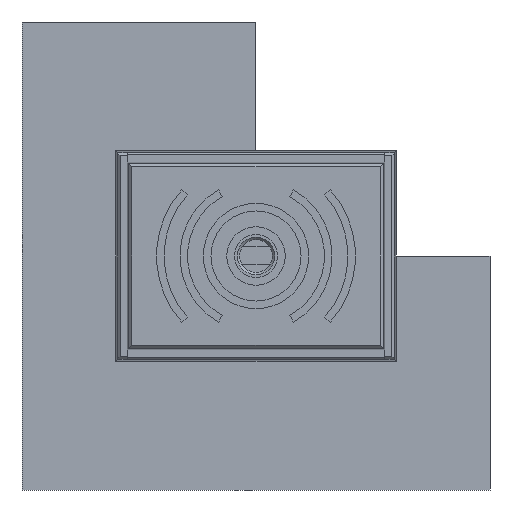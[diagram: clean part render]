
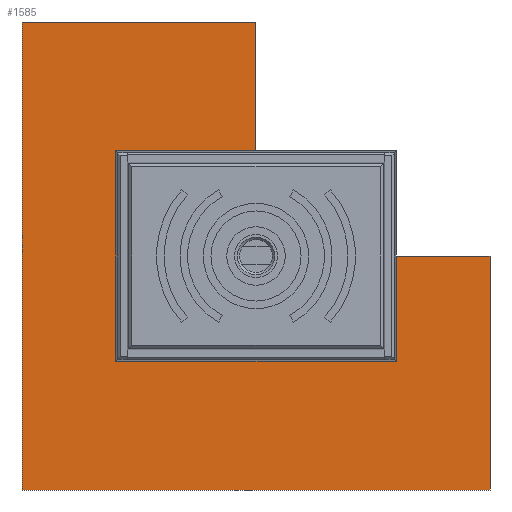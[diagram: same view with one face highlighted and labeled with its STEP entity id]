
A CAD part, front view. The second image highlights one B-rep face of the part: STEP entity #1585.
In plain terms, the highlighted planar face has unit normal (0, -1, 0).
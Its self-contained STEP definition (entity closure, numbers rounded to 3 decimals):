
#1585 = ADVANCED_FACE( '', ( #3013 ), #3014, .F. );
#3013 = FACE_OUTER_BOUND( '', #4370, .T. );
#3014 = PLANE( '', #4371 );
#4370 = EDGE_LOOP( '', ( #7743, #7744, #7745, #7746, #7747, #7748, #7749, #7750, #7751 ) );
#4371 = AXIS2_PLACEMENT_3D( '', #7752, #7753, #7754 );
#7743 = ORIENTED_EDGE( '', *, *, #9045, .T. );
#7744 = ORIENTED_EDGE( '', *, *, #9096, .T. );
#7745 = ORIENTED_EDGE( '', *, *, #8792, .T. );
#7746 = ORIENTED_EDGE( '', *, *, #9257, .T. );
#7747 = ORIENTED_EDGE( '', *, *, #9356, .T. );
#7748 = ORIENTED_EDGE( '', *, *, #8058, .T. );
#7749 = ORIENTED_EDGE( '', *, *, #9366, .T. );
#7750 = ORIENTED_EDGE( '', *, *, #8083, .T. );
#7751 = ORIENTED_EDGE( '', *, *, #8044, .T. );
#7752 = CARTESIAN_POINT( '', ( 0., 0., 0. ) );
#7753 = DIRECTION( '', ( 0., 1., 0. ) );
#7754 = DIRECTION( '', ( 0., 0., 1. ) );
#8044 = EDGE_CURVE( '', #9424, #9425, #9426, .T. );
#8058 = EDGE_CURVE( '', #9450, #9451, #9452, .T. );
#8083 = EDGE_CURVE( '', #9493, #9424, #9494, .T. );
#8792 = EDGE_CURVE( '', #10654, #10655, #10656, .T. );
#9045 = EDGE_CURVE( '', #9425, #11017, #11018, .T. );
#9096 = EDGE_CURVE( '', #11017, #10654, #11084, .T. );
#9257 = EDGE_CURVE( '', #10655, #11284, #11285, .T. );
#9356 = EDGE_CURVE( '', #11284, #9450, #11395, .T. );
#9366 = EDGE_CURVE( '', #9451, #9493, #11405, .T. );
#9424 = VERTEX_POINT( '', #11470 );
#9425 = VERTEX_POINT( '', #11471 );
#9426 = LINE( '', #11472, #11473 );
#9450 = VERTEX_POINT( '', #11508 );
#9451 = VERTEX_POINT( '', #11509 );
#9452 = LINE( '', #11510, #11511 );
#9493 = VERTEX_POINT( '', #11567 );
#9494 = CIRCLE( '', #11568, 1. );
#10654 = VERTEX_POINT( '', #13214 );
#10655 = VERTEX_POINT( '', #13215 );
#10656 = LINE( '', #13216, #13217 );
#11017 = VERTEX_POINT( '', #13753 );
#11018 = CIRCLE( '', #13754, 8. );
#11084 = LINE( '', #13844, #13845 );
#11284 = VERTEX_POINT( '', #14134 );
#11285 = LINE( '', #14135, #14136 );
#11395 = LINE( '', #14278, #14279 );
#11405 = LINE( '', #14290, #14291 );
#11470 = CARTESIAN_POINT( '', ( 9.4, 0., 0. ) );
#11471 = CARTESIAN_POINT( '', ( 8., 0., 0. ) );
#11472 = CARTESIAN_POINT( '', ( 9.4, 0., 0. ) );
#11473 = VECTOR( '', #14343, 1000. );
#11508 = CARTESIAN_POINT( '', ( 20., 0., -20. ) );
#11509 = CARTESIAN_POINT( '', ( 20., 0., 0. ) );
#11510 = CARTESIAN_POINT( '', ( 20., 0., -20. ) );
#11511 = VECTOR( '', #14355, 1000. );
#11567 = CARTESIAN_POINT( '', ( 11.4, 0., 0. ) );
#11568 = AXIS2_PLACEMENT_3D( '', #14386, #14387, #14388 );
#13214 = CARTESIAN_POINT( '', ( 0., 0., 20. ) );
#13215 = CARTESIAN_POINT( '', ( -20., 0., 20. ) );
#13216 = CARTESIAN_POINT( '', ( 0., 0., 20. ) );
#13217 = VECTOR( '', #15160, 1000. );
#13753 = CARTESIAN_POINT( '', ( 0., 0., 8. ) );
#13754 = AXIS2_PLACEMENT_3D( '', #15420, #15421, #15422 );
#13844 = CARTESIAN_POINT( '', ( 0., 0., 8. ) );
#13845 = VECTOR( '', #15474, 1000. );
#14134 = CARTESIAN_POINT( '', ( -20., 0., -20. ) );
#14135 = CARTESIAN_POINT( '', ( -20., 0., 20. ) );
#14136 = VECTOR( '', #15630, 1000. );
#14278 = CARTESIAN_POINT( '', ( -20., 0., -20. ) );
#14279 = VECTOR( '', #15726, 1000. );
#14290 = CARTESIAN_POINT( '', ( 20., 0., 0. ) );
#14291 = VECTOR( '', #15728, 1000. );
#14343 = DIRECTION( '', ( -1., 0., 0. ) );
#14355 = DIRECTION( '', ( 0., 0., 1. ) );
#14386 = CARTESIAN_POINT( '', ( 10.4, 0., 0. ) );
#14387 = DIRECTION( '', ( 0., 1., 0. ) );
#14388 = DIRECTION( '', ( 1., 0., 0. ) );
#15160 = DIRECTION( '', ( -1., 0., 0. ) );
#15420 = CARTESIAN_POINT( '', ( 0., 0., 0. ) );
#15421 = DIRECTION( '', ( 0., 1., 0. ) );
#15422 = DIRECTION( '', ( 1., 0., 0. ) );
#15474 = DIRECTION( '', ( 0., 0., 1. ) );
#15630 = DIRECTION( '', ( 0., 0., -1. ) );
#15726 = DIRECTION( '', ( 1., 0., 0. ) );
#15728 = DIRECTION( '', ( -1., 0., 0. ) );
